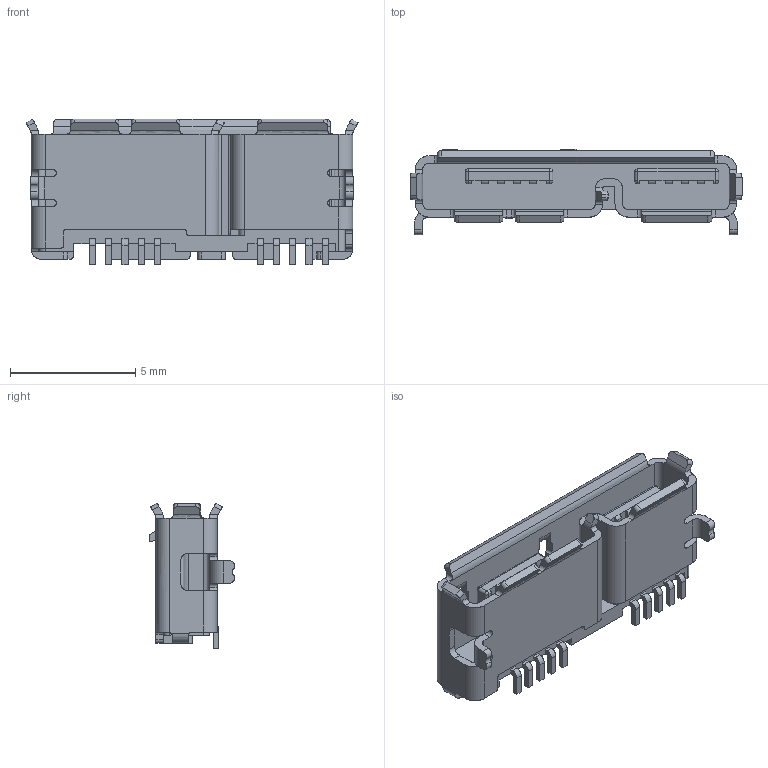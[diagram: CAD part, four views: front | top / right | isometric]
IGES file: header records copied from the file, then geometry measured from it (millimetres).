
Start section: SolidWorks IGES file using analytic representation for surfaces
Global section: file name: CKelleher'KMMX-AB10-SMT1SB30TR.IGS; native system: SolidWorks 2006 by SolidWorks Corporation; preprocessor: SolidWorks 2006 by SolidWorks Corporation; author: Ckelleher; date: 101015.160119; units: millimetre
Bounding box: 13.27 x 3.41 x 5.82 mm (x, y, z)
Surface area: 406.8 mm2 (no closed solid volume)
Topology: 0 solids, 0 shells, 484 faces, 3694 edges, 3686 vertices
Faces by surface type: bspline 289, revolution 195
